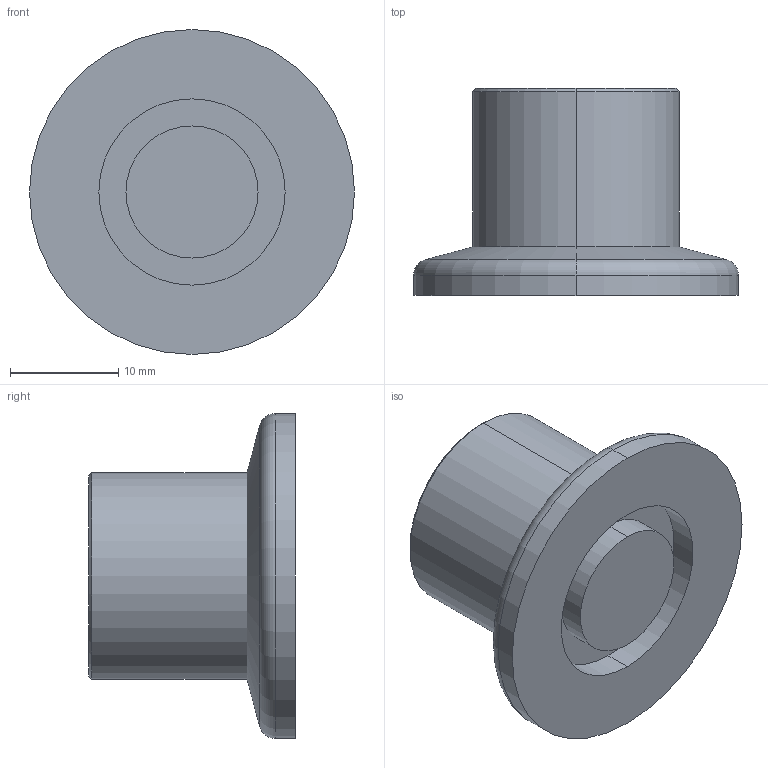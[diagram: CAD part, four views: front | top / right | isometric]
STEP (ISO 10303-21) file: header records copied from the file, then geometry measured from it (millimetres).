
FILE_DESCRIPTION (( 'STEP AP214' ), '1' );
FILE_NAME ('Hositrad_KF16-BS19A.STEP', '2011-01-12T13:58:45', ( 'Hositrad' ), ( 'Hositrad' ), 'SwSTEP 2.0', 'SolidWorks 2010', '' );
FILE_SCHEMA (( 'AUTOMOTIVE_DESIGN' ));
Length unit declared in the file: millimetre
Products named in the file (1): Hositrad_KF16-BS19A
Bounding box: 30 x 19.1 x 30 mm (x, y, z)
Volume: 6702.9 mm3; surface area: 2777.2 mm2
Topology: 1 solids, 1 shells, 18 faces, 34 edges, 20 vertices
Faces by surface type: cylinder 8, cone 4, plane 4, torus 2
Entity records: 490 total; most frequent: DIRECTION 94, CARTESIAN_POINT 73, ORIENTED_EDGE 68, AXIS2_PLACEMENT_3D 41, EDGE_CURVE 34, CIRCLE 22, EDGE_LOOP 20, VERTEX_POINT 20
